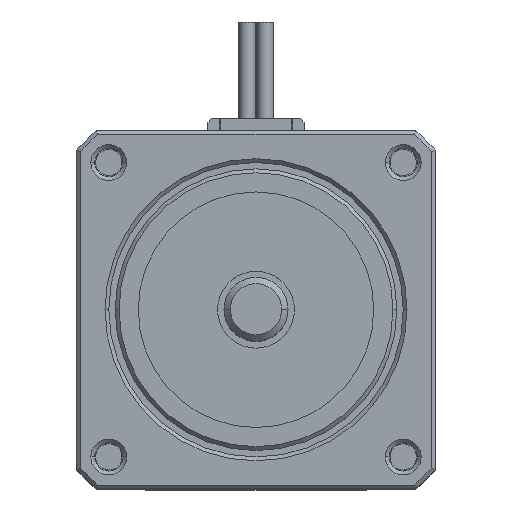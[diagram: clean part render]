
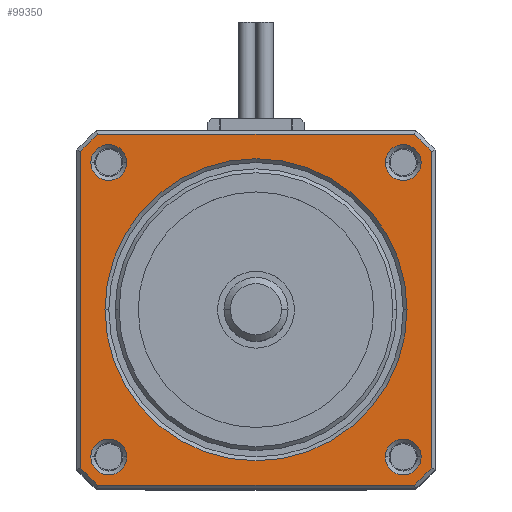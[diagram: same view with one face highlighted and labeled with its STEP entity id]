
A CAD part, top view. The second image highlights one B-rep face of the part: STEP entity #99350.
In plain terms, the highlighted planar face has unit normal (0, 0, 1).
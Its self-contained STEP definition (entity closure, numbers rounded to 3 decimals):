
#84430=CARTESIAN_POINT('',(-12.358,-13.7,0.3));
#84440=VERTEX_POINT('',#84430);
#84470=CARTESIAN_POINT('',(0.,-13.7,0.3));
#84480=DIRECTION('',(1.,0.,-0.));
#84490=VECTOR('',#84480,1.);
#84500=LINE('',#84470,#84490);
#84510=CARTESIAN_POINT('',(12.358,-13.7,0.3));
#84520=VERTEX_POINT('',#84510);
#84530=EDGE_CURVE('',#84440,#84520,#84500,.T.);
#85240=CARTESIAN_POINT('',(-13.7,12.358,0.3));
#85250=VERTEX_POINT('',#85240);
#85280=CARTESIAN_POINT('',(-13.7,0.,0.3));
#85290=DIRECTION('',(0.,-1.,0.));
#85300=VECTOR('',#85290,1.);
#85310=LINE('',#85280,#85300);
#85320=CARTESIAN_POINT('',(-13.7,-12.358,
0.3));
#85330=VERTEX_POINT('',#85320);
#85340=EDGE_CURVE('',#85250,#85330,#85310,.T.);
#86470=CARTESIAN_POINT('',(0.,0.,
0.3));
#86480=DIRECTION('',(-0.,-0.,1.));
#86490=DIRECTION('',(-1.,0.,-0.));
#86500=AXIS2_PLACEMENT_3D('',#86470,#86480,#86490);
#86510=CIRCLE('',#86500,18.45);
#86520=EDGE_CURVE('',#85330,#84440,#86510,.T.);
#92290=CARTESIAN_POINT('',(0.,0.,
0.3));
#92300=DIRECTION('',(-0.,-0.,1.));
#92310=DIRECTION('',(-1.,0.,-0.));
#92320=AXIS2_PLACEMENT_3D('',#92290,#92300,#92310);
#92330=CIRCLE('',#92320,18.45);
#92340=CARTESIAN_POINT('',(13.7,-12.358,0.3));
#92350=VERTEX_POINT('',#92340);
#92360=EDGE_CURVE('',#84520,#92350,#92330,.T.);
#92650=CARTESIAN_POINT('',(13.7,0.,0.3));
#92660=DIRECTION('',(0.,1.,-0.));
#92670=VECTOR('',#92660,1.);
#92680=LINE('',#92650,#92670);
#92690=CARTESIAN_POINT('',(13.7,12.358,0.3));
#92700=VERTEX_POINT('',#92690);
#92710=EDGE_CURVE('',#92350,#92700,#92680,.T.);
#94710=CARTESIAN_POINT('',(0.,0.,
0.3));
#94720=DIRECTION('',(-0.,-0.,1.));
#94730=DIRECTION('',(-1.,0.,-0.));
#94740=AXIS2_PLACEMENT_3D('',#94710,#94720,#94730);
#94750=CIRCLE('',#94740,18.45);
#94760=CARTESIAN_POINT('',(12.358,13.7,0.3));
#94770=VERTEX_POINT('',#94760);
#94780=EDGE_CURVE('',#92700,#94770,#94750,.T.);
#95380=CARTESIAN_POINT('',(0.,13.7,0.3));
#95390=DIRECTION('',(-1.,0.,0.));
#95400=VECTOR('',#95390,1.);
#95410=LINE('',#95380,#95400);
#95420=CARTESIAN_POINT('',(-12.358,13.7,
0.3));
#95430=VERTEX_POINT('',#95420);
#95440=EDGE_CURVE('',#94770,#95430,#95410,.T.);
#98310=CARTESIAN_POINT('',(-13.7,-13.7,0.3));
#98320=DIRECTION('',(0.,0.,1.));
#98330=DIRECTION('',(1.,0.,-0.));
#98340=AXIS2_PLACEMENT_3D('',#98310,#98320,#98330);
#98350=PLANE('',#98340);
#98360=ORIENTED_EDGE('',*,*,#86520,.T.);
#98370=ORIENTED_EDGE('',*,*,#85340,.T.);
#98380=CARTESIAN_POINT('',(0.,0.,
0.3));
#98390=DIRECTION('',(-0.,-0.,1.));
#98400=DIRECTION('',(-1.,0.,-0.));
#98410=AXIS2_PLACEMENT_3D('',#98380,#98390,#98400);
#98420=CIRCLE('',#98410,18.45);
#98430=EDGE_CURVE('',#95430,#85250,#98420,.T.);
#98440=ORIENTED_EDGE('',*,*,#98430,.T.);
#98450=ORIENTED_EDGE('',*,*,#95440,.T.);
#98460=ORIENTED_EDGE('',*,*,#94780,.T.);
#98470=ORIENTED_EDGE('',*,*,#92710,.T.);
#98480=ORIENTED_EDGE('',*,*,#92360,.T.);
#98490=ORIENTED_EDGE('',*,*,#84530,.T.);
#98500=EDGE_LOOP('',(#98490,#98480,#98470,#98460,#98450,#98440,#98370,
#98360));
#98510=FACE_OUTER_BOUND('',#98500,.T.);
#98520=CARTESIAN_POINT('',(11.5,11.5,0.3));
#98530=DIRECTION('',(-0.,-0.,-1.));
#98540=DIRECTION('',(1.,0.,0.));
#98550=AXIS2_PLACEMENT_3D('',#98520,#98530,#98540);
#98560=CIRCLE('',#98550,1.4);
#98570=CARTESIAN_POINT('',(10.1,11.5,0.3));
#98580=VERTEX_POINT('',#98570);
#98590=CARTESIAN_POINT('',(12.9,11.5,0.3));
#98600=VERTEX_POINT('',#98590);
#98610=EDGE_CURVE('',#98580,#98600,#98560,.T.);
#98620=ORIENTED_EDGE('',*,*,#98610,.T.);
#98630=EDGE_CURVE('',#98600,#98580,#98560,.T.);
#98640=ORIENTED_EDGE('',*,*,#98630,.T.);
#98650=EDGE_LOOP('',(#98640,#98620));
#98660=FACE_BOUND('',#98650,.T.);
#98670=CARTESIAN_POINT('',(-11.5,11.5,0.3));
#98680=DIRECTION('',(-0.,-0.,-1.));
#98690=DIRECTION('',(1.,0.,0.));
#98700=AXIS2_PLACEMENT_3D('',#98670,#98680,#98690);
#98710=CIRCLE('',#98700,1.4);
#98720=CARTESIAN_POINT('',(-10.1,11.5,0.3));
#98730=VERTEX_POINT('',#98720);
#98740=CARTESIAN_POINT('',(-12.9,11.5,0.3));
#98750=VERTEX_POINT('',#98740);
#98760=EDGE_CURVE('',#98730,#98750,#98710,.T.);
#98770=ORIENTED_EDGE('',*,*,#98760,.T.);
#98780=CARTESIAN_POINT('',(-11.5,12.9,0.3));
#98790=VERTEX_POINT('',#98780);
#98800=EDGE_CURVE('',#98790,#98730,#98710,.T.);
#98810=ORIENTED_EDGE('',*,*,#98800,.T.);
#98820=EDGE_CURVE('',#98750,#98790,#98710,.T.);
#98830=ORIENTED_EDGE('',*,*,#98820,.T.);
#98840=EDGE_LOOP('',(#98830,#98810,#98770));
#98850=FACE_BOUND('',#98840,.T.);
#98860=CARTESIAN_POINT('',(-11.5,-11.5,0.3));
#98870=DIRECTION('',(-0.,-0.,-1.));
#98880=DIRECTION('',(1.,0.,0.));
#98890=AXIS2_PLACEMENT_3D('',#98860,#98870,#98880);
#98900=CIRCLE('',#98890,1.4);
#98910=CARTESIAN_POINT('',(-12.9,-11.5,0.3));
#98920=VERTEX_POINT('',#98910);
#98930=CARTESIAN_POINT('',(-10.1,-11.5,0.3));
#98940=VERTEX_POINT('',#98930);
#98950=EDGE_CURVE('',#98920,#98940,#98900,.T.);
#98960=ORIENTED_EDGE('',*,*,#98950,.T.);
#98970=EDGE_CURVE('',#98940,#98920,#98900,.T.);
#98980=ORIENTED_EDGE('',*,*,#98970,.T.);
#98990=EDGE_LOOP('',(#98980,#98960));
#99000=FACE_BOUND('',#98990,.T.);
#99010=CARTESIAN_POINT('',(11.5,-11.5,0.3));
#99020=DIRECTION('',(-0.,-0.,-1.));
#99030=DIRECTION('',(1.,0.,0.));
#99040=AXIS2_PLACEMENT_3D('',#99010,#99020,#99030);
#99050=CIRCLE('',#99040,1.4);
#99060=CARTESIAN_POINT('',(10.1,-11.5,0.3));
#99070=VERTEX_POINT('',#99060);
#99080=CARTESIAN_POINT('',(12.9,-11.5,0.3));
#99090=VERTEX_POINT('',#99080);
#99100=EDGE_CURVE('',#99070,#99090,#99050,.T.);
#99110=ORIENTED_EDGE('',*,*,#99100,.T.);
#99120=CARTESIAN_POINT('',(11.5,-12.9,0.3));
#99130=VERTEX_POINT('',#99120);
#99140=EDGE_CURVE('',#99130,#99070,#99050,.T.);
#99150=ORIENTED_EDGE('',*,*,#99140,.T.);
#99160=EDGE_CURVE('',#99090,#99130,#99050,.T.);
#99170=ORIENTED_EDGE('',*,*,#99160,.T.);
#99180=EDGE_LOOP('',(#99170,#99150,#99110));
#99190=FACE_BOUND('',#99180,.T.);
#99200=CARTESIAN_POINT('',(0.,0.,
0.3));
#99210=DIRECTION('',(-0.,-0.,-1.));
#99220=DIRECTION('',(1.,0.,0.));
#99230=AXIS2_PLACEMENT_3D('',#99200,#99210,#99220);
#99240=CIRCLE('',#99230,11.8);
#99250=CARTESIAN_POINT('',(11.8,0.,0.3)
);
#99260=VERTEX_POINT('',#99250);
#99270=CARTESIAN_POINT('',(-11.8,0.,0.3));
#99280=VERTEX_POINT('',#99270);
#99290=EDGE_CURVE('',#99260,#99280,#99240,.T.);
#99300=ORIENTED_EDGE('',*,*,#99290,.T.);
#99310=EDGE_CURVE('',#99280,#99260,#99240,.T.);
#99320=ORIENTED_EDGE('',*,*,#99310,.T.);
#99330=EDGE_LOOP('',(#99320,#99300));
#99340=FACE_BOUND('',#99330,.T.);
#99350=ADVANCED_FACE('',(#98510,#98660,#98850,#99000,#99190,#99340),
#98350,.T.);
